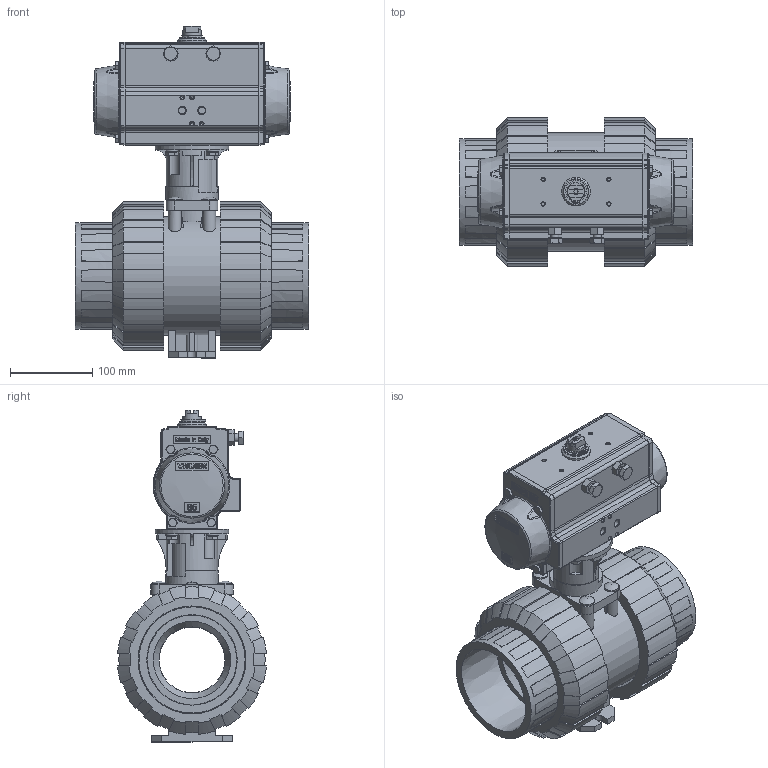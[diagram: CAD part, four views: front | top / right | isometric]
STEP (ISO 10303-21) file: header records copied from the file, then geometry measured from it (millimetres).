
FILE_DESCRIPTION((''),'2;1');
FILE_NAME('PV10053A - 100 - DA085.stp','2021-08-16T09:20:54',('RL'),(''),'Autodesk Inventor 2012','Autodesk Inventor 2012','');
FILE_SCHEMA(('AUTOMOTIVE_DESIGN { 1 0 10303 214 1 1 1 1 }'));
Length unit declared in the file: millimetre
Products named in the file (1): PV10053A_100_82DASR085
Bounding box: 284 x 181.41 x 404.5 mm (x, y, z)
Volume: 5853845.5 mm3; surface area: 618094.3 mm2
Topology: 3 solids, 4 shells, 1968 faces, 5242 edges, 3351 vertices
Faces by surface type: plane 951, bspline 405, cylinder 271, cone 256, torus 77, sphere 8
Full cylindrical faces by diameter (mm): 2 x2, 4.2 x8, 5 x5, 8 x4, 8.5 x6, 10 x10, 11.63 x4, 16 x6, 18 x4, 22 x1, 30 x1, 35 x1, 36.9 x1, 37 x1, 50.8 x1, 51 x1, 64.5 x1, 80 x1, 80.5 x2, 90 x1, 131.5 x2, 142 x2, 144 x1, 150.9 x2
Entity records: 89263 total; most frequent: CARTESIAN_POINT 41829, ORIENTED_EDGE 10052, DIRECTION 8733, EDGE_CURVE 5026, AXIS2_PLACEMENT_3D 3294, VERTEX_POINT 3269, EDGE_LOOP 2207, VECTOR 2145
